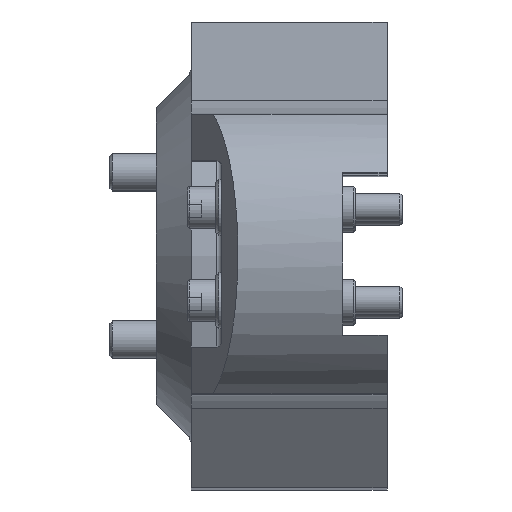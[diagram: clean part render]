
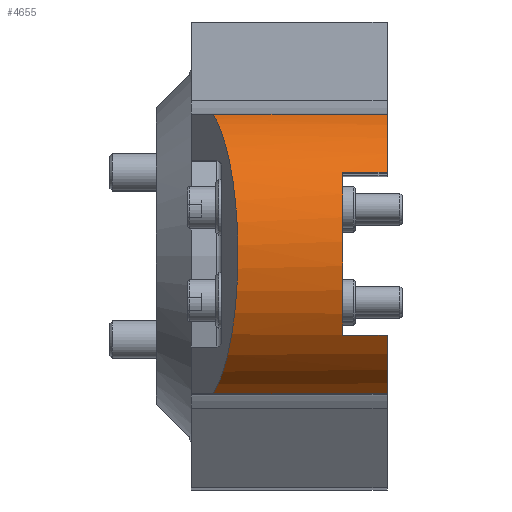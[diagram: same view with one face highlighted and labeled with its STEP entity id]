
A CAD part, top view. The second image highlights one B-rep face of the part: STEP entity #4655.
In plain terms, the highlighted cylindrical face has radius 65 mm (diameter 130 mm), a partial arc.
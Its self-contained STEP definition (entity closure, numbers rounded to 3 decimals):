
#11 = VERTEX_POINT ( 'NONE', #7513 ) ;
#24 = DIRECTION ( 'NONE',  ( 0., 0., 1. ) ) ;
#161 = CARTESIAN_POINT ( 'NONE',  ( 99., -35., 529.772 ) ) ;
#261 = ORIENTED_EDGE ( 'NONE', *, *, #3928, .F. ) ;
#287 = CARTESIAN_POINT ( 'NONE',  ( 41.058, -33.913, 562.609 ) ) ;
#308 = DIRECTION ( 'NONE',  ( 0., 0., -1. ) ) ;
#452 = CARTESIAN_POINT ( 'NONE',  ( 24.282, 60., 500. ) ) ;
#597 = VERTEX_POINT ( 'NONE', #7371 ) ;
#616 = VERTEX_POINT ( 'NONE', #4933 ) ;
#648 = CARTESIAN_POINT ( 'NONE',  ( 99., 0., 475. ) ) ;
#802 = DIRECTION ( 'NONE',  ( 1., 0., 0. ) ) ;
#1187 = DIRECTION ( 'NONE',  ( -1., 0., 0. ) ) ;
#1715 =( BOUNDED_CURVE ( )  B_SPLINE_CURVE ( 3, ( #2765, #287, #7031, #3373 ),
 .UNSPECIFIED., .F., .F. ) 
 B_SPLINE_CURVE_WITH_KNOTS ( ( 4, 4 ),
 ( 1.966, 4.318 ),
 .UNSPECIFIED. ) 
 CURVE ( )  GEOMETRIC_REPRESENTATION_ITEM ( )  RATIONAL_B_SPLINE_CURVE ( ( 1., 0.59, 0.59, 1. ) ) 
 REPRESENTATION_ITEM ( '' )  );
#1756 = FACE_OUTER_BOUND ( 'NONE', #3540, .T. ) ;
#1918 = CARTESIAN_POINT ( 'NONE',  ( 99., 60., 500. ) ) ;
#2192 = DIRECTION ( 'NONE',  ( 1., 0., 0. ) ) ;
#2241 = CARTESIAN_POINT ( 'NONE',  ( 99., -60., 500. ) ) ;
#2354 = CARTESIAN_POINT ( 'NONE',  ( 80., 0., 475. ) ) ;
#2614 = LINE ( 'NONE', #4022, #6523 ) ;
#2761 = EDGE_CURVE ( 'NONE', #597, #616, #3255, .T. ) ;
#2765 = CARTESIAN_POINT ( 'NONE',  ( 24.282, -60., 500. ) ) ;
#2787 = DIRECTION ( 'NONE',  ( -1., 0., 0. ) ) ;
#2816 = ORIENTED_EDGE ( 'NONE', *, *, #4425, .F. ) ;
#2891 = CARTESIAN_POINT ( 'NONE',  ( 99., 60., 500. ) ) ;
#2894 = DIRECTION ( 'NONE',  ( 1., 0., 0. ) ) ;
#3255 = CIRCLE ( 'NONE', #3469, 65. ) ;
#3366 = VERTEX_POINT ( 'NONE', #7300 ) ;
#3373 = CARTESIAN_POINT ( 'NONE',  ( 24.282, 60., 500. ) ) ;
#3469 = AXIS2_PLACEMENT_3D ( 'NONE', #2354, #1187, #7252 ) ;
#3540 = EDGE_LOOP ( 'NONE', ( #6467, #4033, #2816, #5987, #6136, #5345, #261, #5515 ) ) ;
#3870 = DIRECTION ( 'NONE',  ( -1., 0., 0. ) ) ;
#3928 = EDGE_CURVE ( 'NONE', #7091, #3366, #7427, .T. ) ;
#4022 = CARTESIAN_POINT ( 'NONE',  ( 99., -60., 500. ) ) ;
#4033 = ORIENTED_EDGE ( 'NONE', *, *, #4373, .F. ) ;
#4373 = EDGE_CURVE ( 'NONE', #6983, #11, #2614, .T. ) ;
#4425 = EDGE_CURVE ( 'NONE', #6127, #6983, #5263, .T. ) ;
#4540 = VERTEX_POINT ( 'NONE', #452 ) ;
#4652 = CARTESIAN_POINT ( 'NONE',  ( 99., 0., 475. ) ) ;
#4655 = ADVANCED_FACE ( 'NONE', ( #1756 ), #5252, .T. ) ;
#4811 = AXIS2_PLACEMENT_3D ( 'NONE', #648, #6670, #24 ) ;
#4933 = CARTESIAN_POINT ( 'NONE',  ( 80., 35., 529.772 ) ) ;
#5236 = LINE ( 'NONE', #5628, #6764 ) ;
#5252 = CYLINDRICAL_SURFACE ( 'NONE', #4811, 65. ) ;
#5263 = CIRCLE ( 'NONE', #7312, 65. ) ;
#5345 = ORIENTED_EDGE ( 'NONE', *, *, #6720, .F. ) ;
#5411 = LINE ( 'NONE', #2891, #6262 ) ;
#5515 = ORIENTED_EDGE ( 'NONE', *, *, #7679, .T. ) ;
#5628 = CARTESIAN_POINT ( 'NONE',  ( 99., -35., 529.772 ) ) ;
#5798 = LINE ( 'NONE', #7525, #5906 ) ;
#5885 = DIRECTION ( 'NONE',  ( 0., 0., -1. ) ) ;
#5906 = VECTOR ( 'NONE', #3870, 1000. ) ;
#5987 = ORIENTED_EDGE ( 'NONE', *, *, #6064, .F. ) ;
#6064 = EDGE_CURVE ( 'NONE', #597, #6127, #5236, .T. ) ;
#6127 = VERTEX_POINT ( 'NONE', #161 ) ;
#6136 = ORIENTED_EDGE ( 'NONE', *, *, #2761, .T. ) ;
#6262 = VECTOR ( 'NONE', #7140, 1000. ) ;
#6467 = ORIENTED_EDGE ( 'NONE', *, *, #6807, .F. ) ;
#6523 = VECTOR ( 'NONE', #2787, 1000. ) ;
#6670 = DIRECTION ( 'NONE',  ( -1., 0., 0. ) ) ;
#6720 = EDGE_CURVE ( 'NONE', #3366, #616, #5798, .T. ) ;
#6764 = VECTOR ( 'NONE', #802, 1000. ) ;
#6807 = EDGE_CURVE ( 'NONE', #11, #4540, #1715, .T. ) ;
#6983 = VERTEX_POINT ( 'NONE', #2241 ) ;
#7031 = CARTESIAN_POINT ( 'NONE',  ( 41.058, 33.913, 562.609 ) ) ;
#7091 = VERTEX_POINT ( 'NONE', #1918 ) ;
#7140 = DIRECTION ( 'NONE',  ( -1., 0., 0. ) ) ;
#7252 = DIRECTION ( 'NONE',  ( 0., 0., 1. ) ) ;
#7300 = CARTESIAN_POINT ( 'NONE',  ( 99., 35., 529.772 ) ) ;
#7312 = AXIS2_PLACEMENT_3D ( 'NONE', #7627, #2192, #308 ) ;
#7371 = CARTESIAN_POINT ( 'NONE',  ( 80., -35., 529.772 ) ) ;
#7427 = CIRCLE ( 'NONE', #7909, 65. ) ;
#7513 = CARTESIAN_POINT ( 'NONE',  ( 24.282, -60., 500. ) ) ;
#7525 = CARTESIAN_POINT ( 'NONE',  ( 99., 35., 529.772 ) ) ;
#7627 = CARTESIAN_POINT ( 'NONE',  ( 99., 0., 475. ) ) ;
#7679 = EDGE_CURVE ( 'NONE', #7091, #4540, #5411, .T. ) ;
#7909 = AXIS2_PLACEMENT_3D ( 'NONE', #4652, #2894, #5885 ) ;
